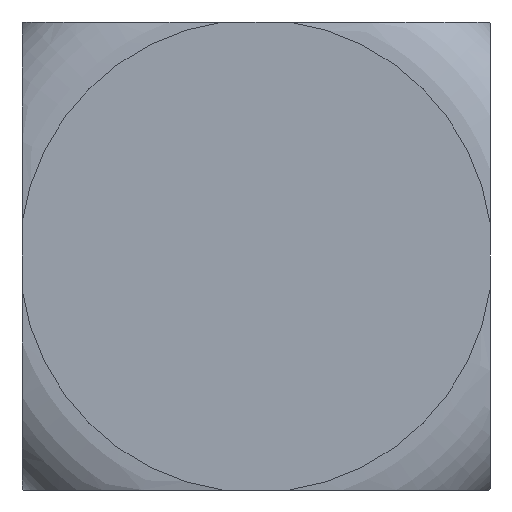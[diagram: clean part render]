
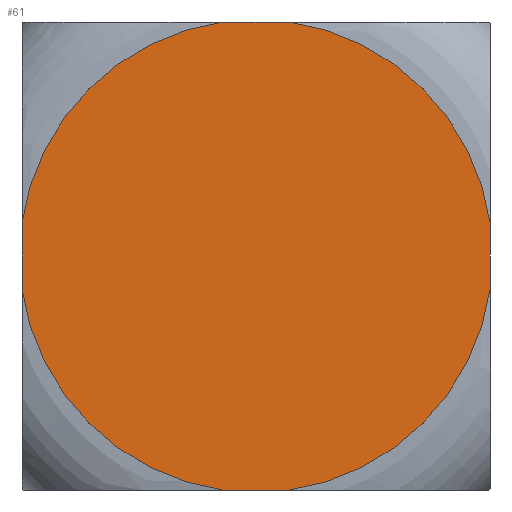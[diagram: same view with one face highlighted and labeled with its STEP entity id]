
A CAD part, left-side view. The second image highlights one B-rep face of the part: STEP entity #61.
In plain terms, the highlighted planar face has unit normal (-1, 0, 0).
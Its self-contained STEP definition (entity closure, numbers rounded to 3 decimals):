
#61 = ADVANCED_FACE( '', ( #131 ), #132, .F. );
#131 = FACE_OUTER_BOUND( '', #212, .T. );
#132 = PLANE( '', #213 );
#212 = EDGE_LOOP( '', ( #330, #331, #332, #333, #334, #335, #336, #337 ) );
#213 = AXIS2_PLACEMENT_3D( '', #338, #339, #340 );
#330 = ORIENTED_EDGE( '', *, *, #498, .F. );
#331 = ORIENTED_EDGE( '', *, *, #470, .F. );
#332 = ORIENTED_EDGE( '', *, *, #499, .F. );
#333 = ORIENTED_EDGE( '', *, *, #500, .F. );
#334 = ORIENTED_EDGE( '', *, *, #501, .F. );
#335 = ORIENTED_EDGE( '', *, *, #476, .F. );
#336 = ORIENTED_EDGE( '', *, *, #465, .F. );
#337 = ORIENTED_EDGE( '', *, *, #502, .F. );
#338 = CARTESIAN_POINT( '', ( 0., 0., 0. ) );
#339 = DIRECTION( '', ( 1., 0., 0. ) );
#340 = DIRECTION( '', ( 0., 0., -1. ) );
#465 = EDGE_CURVE( '', #543, #534, #545, .T. );
#470 = EDGE_CURVE( '', #552, #548, #554, .T. );
#476 = EDGE_CURVE( '', #534, #562, #563, .T. );
#498 = EDGE_CURVE( '', #548, #597, #598, .T. );
#499 = EDGE_CURVE( '', #599, #552, #600, .T. );
#500 = EDGE_CURVE( '', #601, #599, #602, .T. );
#501 = EDGE_CURVE( '', #562, #601, #603, .T. );
#502 = EDGE_CURVE( '', #597, #543, #604, .T. );
#534 = VERTEX_POINT( '', #643 );
#543 = VERTEX_POINT( '', #680 );
#545 = LINE( '', #705, #706 );
#548 = VERTEX_POINT( '', #709 );
#552 = VERTEX_POINT( '', #736 );
#554 = CIRCLE( '', #763, 14.14 );
#562 = VERTEX_POINT( '', #772 );
#563 = CIRCLE( '', #773, 14.14 );
#597 = VERTEX_POINT( '', #837 );
#598 = LINE( '', #838, #839 );
#599 = VERTEX_POINT( '', #840 );
#600 = LINE( '', #841, #842 );
#601 = VERTEX_POINT( '', #843 );
#602 = CIRCLE( '', #844, 14.14 );
#603 = LINE( '', #845, #846 );
#604 = CIRCLE( '', #847, 14.14 );
#643 = CARTESIAN_POINT( '', ( 0., -1.985, 14. ) );
#680 = CARTESIAN_POINT( '', ( 0., 1.985, 14. ) );
#705 = CARTESIAN_POINT( '', ( 0., 14., 14. ) );
#706 = VECTOR( '', #966, 1000. );
#709 = CARTESIAN_POINT( '', ( 0., 14., -1.985 ) );
#736 = CARTESIAN_POINT( '', ( 0., 1.985, -14. ) );
#763 = AXIS2_PLACEMENT_3D( '', #970, #971, #972 );
#772 = CARTESIAN_POINT( '', ( 0., -14., 1.985 ) );
#773 = AXIS2_PLACEMENT_3D( '', #980, #981, #982 );
#837 = CARTESIAN_POINT( '', ( 0., 14., 1.985 ) );
#838 = CARTESIAN_POINT( '', ( 0., 14., -14. ) );
#839 = VECTOR( '', #1017, 1000. );
#840 = CARTESIAN_POINT( '', ( 0., -1.985, -14. ) );
#841 = CARTESIAN_POINT( '', ( 0., -14., -14. ) );
#842 = VECTOR( '', #1018, 1000. );
#843 = CARTESIAN_POINT( '', ( 0., -14., -1.985 ) );
#844 = AXIS2_PLACEMENT_3D( '', #1019, #1020, #1021 );
#845 = CARTESIAN_POINT( '', ( 0., -14., 14. ) );
#846 = VECTOR( '', #1022, 1000. );
#847 = AXIS2_PLACEMENT_3D( '', #1023, #1024, #1025 );
#966 = DIRECTION( '', ( 0., -1., 0. ) );
#970 = CARTESIAN_POINT( '', ( 0., 0., 0. ) );
#971 = DIRECTION( '', ( 1., 0., 0. ) );
#972 = DIRECTION( '', ( 0., 0., -1. ) );
#980 = CARTESIAN_POINT( '', ( 0., 0., 0. ) );
#981 = DIRECTION( '', ( 1., 0., 0. ) );
#982 = DIRECTION( '', ( 0., 0., -1. ) );
#1017 = DIRECTION( '', ( 0., 0., 1. ) );
#1018 = DIRECTION( '', ( 0., 1., 0. ) );
#1019 = CARTESIAN_POINT( '', ( 0., 0., 0. ) );
#1020 = DIRECTION( '', ( 1., 0., 0. ) );
#1021 = DIRECTION( '', ( 0., 0., -1. ) );
#1022 = DIRECTION( '', ( 0., 0., -1. ) );
#1023 = CARTESIAN_POINT( '', ( 0., 0., 0. ) );
#1024 = DIRECTION( '', ( 1., 0., 0. ) );
#1025 = DIRECTION( '', ( 0., 0., -1. ) );
